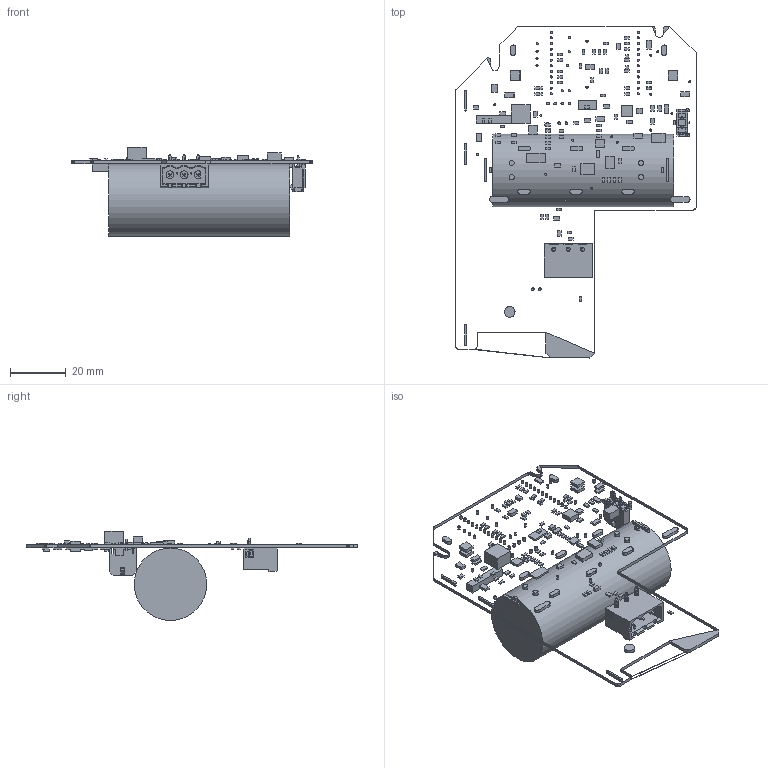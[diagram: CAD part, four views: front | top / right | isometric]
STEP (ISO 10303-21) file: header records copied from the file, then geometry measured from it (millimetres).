
FILE_DESCRIPTION(('Open CASCADE Model'),'2;1');
FILE_NAME('Open CASCADE Shape Model','2014-12-17T08:19:34',('Author'),( 'Open CASCADE'),'Open CASCADE STEP processor 6.2','Open CASCADE 6.2' ,'Unknown');
FILE_SCHEMA(('AUTOMOTIVE_DESIGN { 1 0 10303 214 1 1 1 1 }'));
Length unit declared in the file: millimetre
Products named in the file (174): PCB; BoardCableNodeRevF; R54CableNodeRevF; 962329680; Extruded; R45CableNodeRevF; 962332240; R9CableNodeRevF; J1CableNodeRevF; 436500215; D10CableNodeRevF; D9CableNodeRevF; 962331600; LED1CableNodeRevF; 962336080; SW1CableNodeRevF; 900985232; U8CableNodeRevF; 563919248; D8CableNodeRevF; D6CableNodeRevF; 962333776; D5CableNodeRevF; 563918864; C10CableNodeRevF; R44CableNodeRevF; R39CableNodeRevF; 563919632; D4CableNodeRevF; 962333136; LED2CableNodeRevF; R26CableNodeRevF; 563919120; R25CableNodeRevF; R24CableNodeRevF; R23CableNodeRevF; R22CableNodeRevF; 962330064; R21CableNodeRevF; R20CableNodeRevF ...
Assembly tree (250 placements, depth 4):
  PCB
    BoardCableNodeRevF
    R54CableNodeRevF
      962329680
        Extruded
    R45CableNodeRevF
      962332240
        Extruded
    R9CableNodeRevF
      962329680
        Extruded
    J1CableNodeRevF
      436500215
    D10CableNodeRevF
      962329680
        Extruded
    D9CableNodeRevF
      962331600
        Extruded
    LED1CableNodeRevF
      962336080
        Extruded
    SW1CableNodeRevF
      900985232
        Extruded
    U8CableNodeRevF
      563919248
        Extruded
    D8CableNodeRevF
      962331600
        Extruded
    D6CableNodeRevF
      962333776
        Extruded
    D5CableNodeRevF
      563918864
        Extruded
    C10CableNodeRevF
      563918864
        Extruded
    R44CableNodeRevF
      563918864
        Extruded
    R39CableNodeRevF
      563919632
        Extruded
    D4CableNodeRevF
      962333136
        Extruded
    LED2CableNodeRevF
      962336080
        Extruded
    R26CableNodeRevF
      563919120
        Extruded
    R25CableNodeRevF
      962329680
        Extruded
    R24CableNodeRevF
      962329680
Bounding box: 86.2 x 118.95 x 31.92 mm (x, y, z)
Volume: 45053.7 mm3; surface area: 27075.9 mm2
Topology: 110 solids, 110 shells, 1458 faces, 3489 edges, 2246 vertices
Faces by surface type: plane 1289, cylinder 151, sphere 12, cone 6
Full cylindrical faces by diameter (mm): 0.711 x1, 0.762 x49, 0.9 x8, 1.07 x2, 1.32 x2, 1.448 x3, 1.829 x4, 3.81 x1, 26 x1
Entity records: 70085 total; most frequent: CARTESIAN_POINT 13136, DIRECTION 9921, LINE 6497, VECTOR 6497, ORIENTED_EDGE 5086, PCURVE 5042, DEFINITIONAL_REPRESENTATION 5042, EDGE_CURVE 2521
